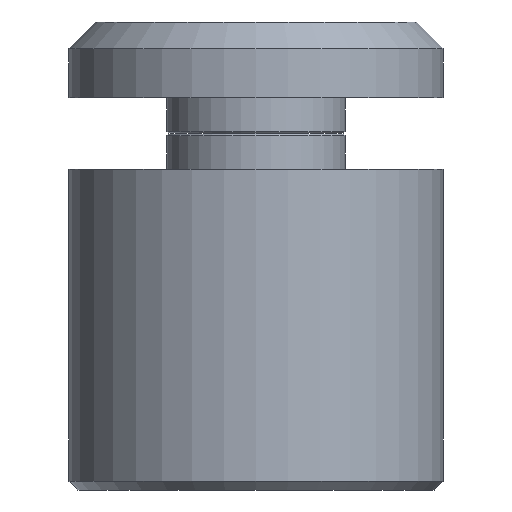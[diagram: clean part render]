
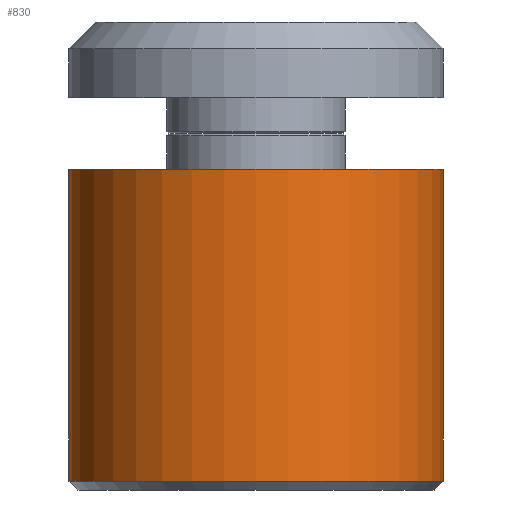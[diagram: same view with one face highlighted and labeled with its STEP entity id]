
A CAD part, front view. The second image highlights one B-rep face of the part: STEP entity #830.
In plain terms, the highlighted cylindrical face has radius 21 mm (diameter 42 mm), a partial arc.
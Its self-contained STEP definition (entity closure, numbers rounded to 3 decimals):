
#247=CARTESIAN_POINT('',(0.,0.,36.));
#248=DIRECTION('',(0.,0.,1.));
#249=DIRECTION('',(-1.,0.,0.));
#250=AXIS2_PLACEMENT_3D('',#247,#248,#249);
#267=DIRECTION('',(0.,0.,1.));
#268=VECTOR('',#267,35.);
#269=CARTESIAN_POINT('',(21.,0.,
1.));
#270=LINE('',#269,#268);
#299=CARTESIAN_POINT('',(0.,0.,1.));
#300=DIRECTION('',(0.,0.,-1.));
#301=DIRECTION('',(1.,0.,0.));
#302=AXIS2_PLACEMENT_3D('',#299,#300,#301);
#304=DIRECTION('',(0.,0.,1.));
#305=VECTOR('',#304,35.);
#306=CARTESIAN_POINT('',(-21.,0.,
1.));
#307=LINE('',#306,#305);
#357=CARTESIAN_POINT('',(21.,0.,36.));
#358=CARTESIAN_POINT('',(-21.,0.,36.));
#359=VERTEX_POINT('',#357);
#360=VERTEX_POINT('',#358);
#377=CARTESIAN_POINT('',(21.,0.,1.));
#378=CARTESIAN_POINT('',(-21.,0.,1.));
#379=VERTEX_POINT('',#377);
#380=VERTEX_POINT('',#378);
#819=CARTESIAN_POINT('',(0.,0.,0.));
#820=DIRECTION('',(0.,0.,1.));
#821=DIRECTION('',(1.,0.,0.));
#822=AXIS2_PLACEMENT_3D('',#819,#820,#821);
#823=CYLINDRICAL_SURFACE('',#822,21.);
#824=ORIENTED_EDGE('',*,*,#813,.T.);
#825=ORIENTED_EDGE('',*,*,#769,.T.);
#826=ORIENTED_EDGE('',*,*,#750,.T.);
#827=ORIENTED_EDGE('',*,*,#766,.F.);
#828=EDGE_LOOP('',(#824,#825,#826,#827));
#829=FACE_OUTER_BOUND('',#828,.F.);
#251=CIRCLE('',#250,21.);
#303=CIRCLE('',#302,21.);
#750=EDGE_CURVE('',#360,#359,#251,.T.);
#766=EDGE_CURVE('',#379,#359,#270,.T.);
#769=EDGE_CURVE('',#380,#360,#307,.T.);
#813=EDGE_CURVE('',#379,#380,#303,.T.);
#830=ADVANCED_FACE('',(#829),#823,.T.);
